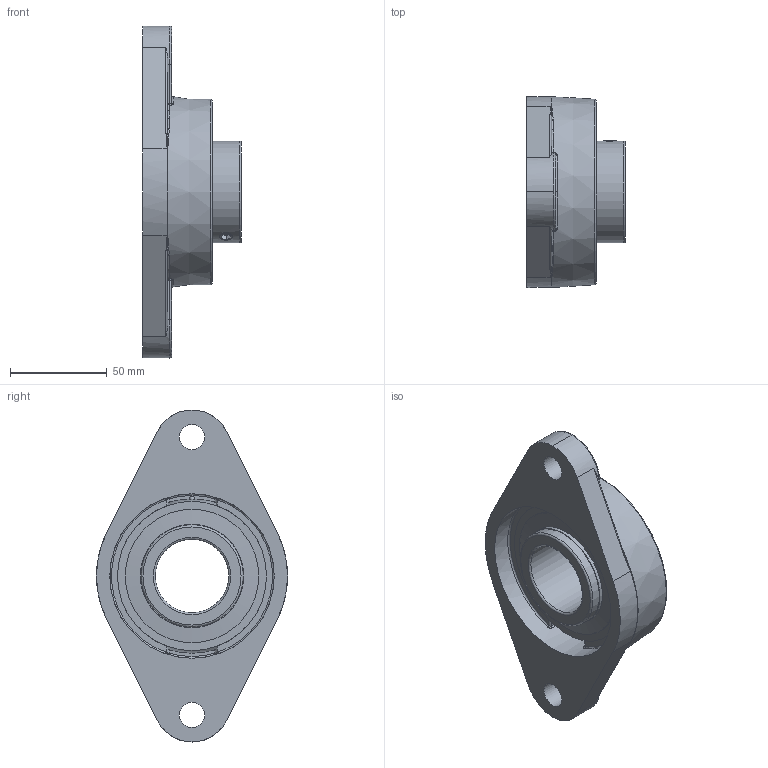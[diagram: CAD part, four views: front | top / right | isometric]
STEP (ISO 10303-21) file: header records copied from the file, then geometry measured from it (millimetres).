
FILE_DESCRIPTION(('HOOPS Exchange Step'),'2;1');
FILE_NAME('export-5F36945A-D79D-412C-9E68-576EAB6AA3B3.stp','2020-05-29T10:18:28-07:00',('dkerr'),('Alibre'),'HOOPS Exchange 2020.0','Alibre','Unknown authorisation');
FILE_SCHEMA( ('AP242_MANAGED_MODEL_BASED_3D_ENGINEERING_MIM_LF {1 0 10303 442 1 1 4 }') );
Length unit declared in the file: inch
Products named in the file (7): MRN SFTM L4L 208; MRN SUC 208-24 L4L (1.5) (Race); MRN SUC 208 L4L (Ball); MRN SUC 208 L4L (Shield); MRN SUC 208 L4L (Set Screw); MRN SUC 208-24 L4L (1.5); MRN SUCSFTM 208-24 L4L (1.500inch)
Assembly tree (7 placements, depth 3):
  MRN SUCSFTM 208-24 L4L (1.500inch)
    MRN SFTM L4L 208
    MRN SUC 208-24 L4L (1.5)
      MRN SUC 208-24 L4L (1.5) (Race)
      MRN SUC 208 L4L (Ball)
      MRN SUC 208 L4L (Shield)
      MRN SUC 208 L4L (Set Screw)  x2
Bounding box: 51.2 x 99 x 172 mm (x, y, z)
Volume: 210929.1 mm3; surface area: 75700.3 mm2
Topology: 16 solids, 16 shells, 178 faces, 466 edges, 296 vertices
Faces by surface type: plane 52, cylinder 45, bspline 34, torus 22, sphere 16, cone 9
Full cylindrical faces by diameter (mm): 6.782 x4, 13 x2, 38.1 x1, 52.832 x4, 53.594 x2, 69.215 x4, 83.195 x1, 85.195 x1, 88.22 x1
Entity records: 10969 total; most frequent: CARTESIAN_POINT 6817, DIRECTION 830, ORIENTED_EDGE 824, EDGE_CURVE 412, AXIS2_PLACEMENT_3D 362, VERTEX_POINT 279, CIRCLE 208, EDGE_LOOP 189
